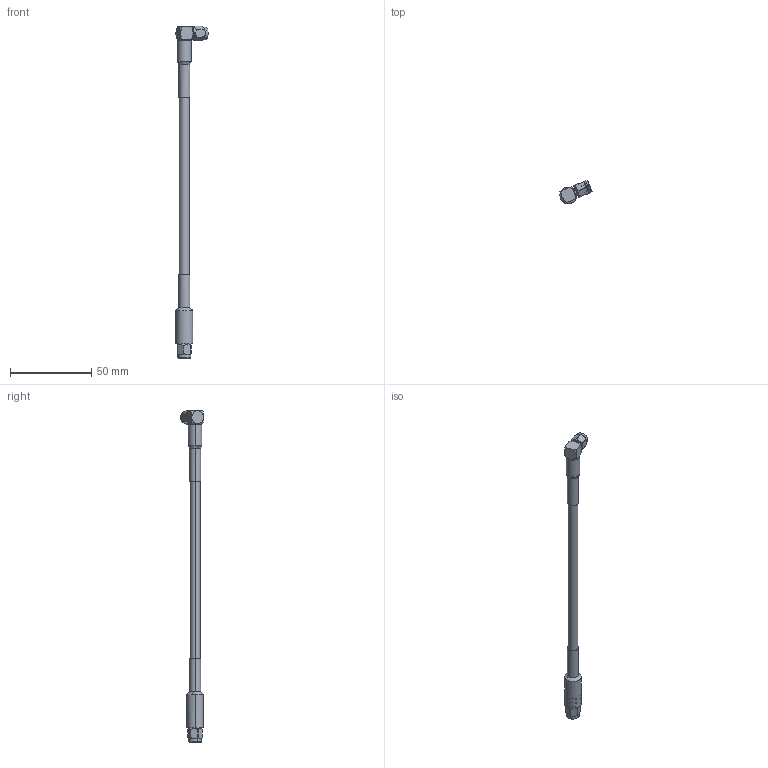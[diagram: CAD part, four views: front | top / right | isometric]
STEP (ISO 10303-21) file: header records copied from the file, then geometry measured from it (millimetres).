
FILE_DESCRIPTION (( 'STEP AP203' ), '1' );
FILE_NAME ('SCB15797.step', '2019-03-27T23:40:32', ( '' ), ( '' ), 'SwSTEP 2.0', 'SolidWorks 2017', '' );
FILE_SCHEMA (( 'CONFIG_CONTROL_DESIGN' ));
Length unit declared in the file: inch
Products named in the file (5): Coax Cable_LMR-240; HeatShrink^SCB15797; EZ-240-SM-RA-X_Crimped; EZ-240-SM-X_Crimped; SCB15797
Assembly tree (4 placements, depth 2):
  SCB15797
    Coax Cable_LMR-240
    EZ-240-SM-RA-X_Crimped
    EZ-240-SM-X_Crimped
    HeatShrink^SCB15797
Bounding box: 19.85 x 14.2 x 204.31 mm (x, y, z)
Volume: 10777.4 mm3; surface area: 8463.3 mm2
Topology: 7 solids, 7 shells, 331 faces, 829 edges, 536 vertices
Faces by surface type: cylinder 162, plane 90, cone 53, bspline 22, torus 4
Entity records: 18532 total; most frequent: CARTESIAN_POINT 10423, ORIENTED_EDGE 1658, DIRECTION 1501, EDGE_CURVE 829, AXIS2_PLACEMENT_3D 610, VERTEX_POINT 536, EDGE_LOOP 359, ADVANCED_FACE 331
